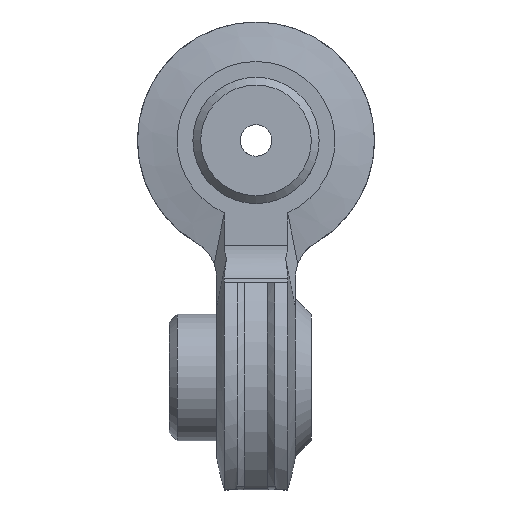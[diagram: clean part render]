
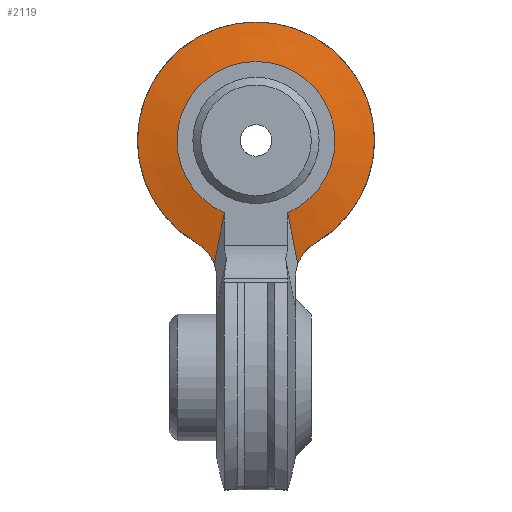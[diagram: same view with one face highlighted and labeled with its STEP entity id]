
A CAD part, top view. The second image highlights one B-rep face of the part: STEP entity #2119.
In plain terms, the highlighted conical face has half-angle 78.69 degrees and reference radius 6.25 mm.
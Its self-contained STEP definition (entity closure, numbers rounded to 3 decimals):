
#28=CONICAL_SURFACE('',#2357,6.25,1.373);
#42=(
BOUNDED_CURVE()
B_SPLINE_CURVE(2,(#4012,#4013,#4014),.UNSPECIFIED.,.F.,.F.)
B_SPLINE_CURVE_WITH_KNOTS((3,3),(0.619,0.689),
 .UNSPECIFIED.)
CURVE()
GEOMETRIC_REPRESENTATION_ITEM()
RATIONAL_B_SPLINE_CURVE((6.425,6.714,7.))
REPRESENTATION_ITEM('')
);
#43=(
BOUNDED_CURVE()
B_SPLINE_CURVE(2,(#4016,#4017,#4018),.UNSPECIFIED.,.F.,.F.)
B_SPLINE_CURVE_WITH_KNOTS((3,3),(0.,0.259),.UNSPECIFIED.)
CURVE()
GEOMETRIC_REPRESENTATION_ITEM()
RATIONAL_B_SPLINE_CURVE((1.,1.023,1.))
REPRESENTATION_ITEM('')
);
#45=(
BOUNDED_CURVE()
B_SPLINE_CURVE(2,(#4031,#4032,#4033),.UNSPECIFIED.,.F.,.F.)
B_SPLINE_CURVE_WITH_KNOTS((3,3),(0.,0.259),.UNSPECIFIED.)
CURVE()
GEOMETRIC_REPRESENTATION_ITEM()
RATIONAL_B_SPLINE_CURVE((1.,1.023,1.))
REPRESENTATION_ITEM('')
);
#46=(
BOUNDED_CURVE()
B_SPLINE_CURVE(2,(#4034,#4035,#4036),.UNSPECIFIED.,.F.,.F.)
B_SPLINE_CURVE_WITH_KNOTS((3,3),(10.978,11.048),
 .UNSPECIFIED.)
CURVE()
GEOMETRIC_REPRESENTATION_ITEM()
RATIONAL_B_SPLINE_CURVE((7.,6.714,6.425))
REPRESENTATION_ITEM('')
);
#419=FACE_OUTER_BOUND('',#548,.T.);
#548=EDGE_LOOP('',(#1922,#1923,#1924,#1925,#1926,#1927,#1928,#1929));
#603=B_SPLINE_CURVE_WITH_KNOTS('',3,(#3836,#3837,#3838,#3839,#3840,#3841,
#3842,#3843),.UNSPECIFIED.,.F.,.F.,(4,2,2,4),(0.149,0.161,
0.239,0.317),.UNSPECIFIED.);
#606=B_SPLINE_CURVE_WITH_KNOTS('',3,(#3887,#3888,#3889,#3890,#3891,#3892,
#3893,#3894),.UNSPECIFIED.,.F.,.F.,(4,2,2,4),(1.207,1.286,
1.364,1.375),.UNSPECIFIED.);
#704=CIRCLE('',#2206,7.5);
#717=CIRCLE('',#2235,5.);
#848=VERTEX_POINT('',#3833);
#849=VERTEX_POINT('',#3835);
#851=VERTEX_POINT('',#3855);
#857=VERTEX_POINT('',#3872);
#888=VERTEX_POINT('',#4011);
#889=VERTEX_POINT('',#4015);
#890=VERTEX_POINT('',#4024);
#892=VERTEX_POINT('',#4030);
#1087=EDGE_CURVE('',#849,#848,#603,.F.);
#1090=EDGE_CURVE('',#851,#849,#704,.T.);
#1104=EDGE_CURVE('',#851,#857,#606,.T.);
#1139=EDGE_CURVE('',#857,#888,#42,.T.);
#1140=EDGE_CURVE('',#888,#889,#43,.F.);
#1143=EDGE_CURVE('',#890,#889,#717,.T.);
#1146=EDGE_CURVE('',#890,#892,#45,.F.);
#1147=EDGE_CURVE('',#848,#892,#46,.F.);
#1922=ORIENTED_EDGE('',*,*,#1090,.T.);
#1923=ORIENTED_EDGE('',*,*,#1087,.T.);
#1924=ORIENTED_EDGE('',*,*,#1147,.T.);
#1925=ORIENTED_EDGE('',*,*,#1146,.F.);
#1926=ORIENTED_EDGE('',*,*,#1143,.T.);
#1927=ORIENTED_EDGE('',*,*,#1140,.F.);
#1928=ORIENTED_EDGE('',*,*,#1139,.F.);
#1929=ORIENTED_EDGE('',*,*,#1104,.F.);
#2119=ADVANCED_FACE('',(#419),#28,.T.);
#2206=AXIS2_PLACEMENT_3D('',#3856,#2504,#2505);
#2235=AXIS2_PLACEMENT_3D('',#4025,#2578,#2579);
#2357=AXIS2_PLACEMENT_3D('',#5565,#2871,#2872);
#2504=DIRECTION('center_axis',(0.,0.,1.));
#2505=DIRECTION('ref_axis',(1.,0.,0.));
#2578=DIRECTION('center_axis',(0.,0.,-1.));
#2579=DIRECTION('ref_axis',(1.,0.,0.));
#2871=DIRECTION('center_axis',(0.,0.,-1.));
#2872=DIRECTION('ref_axis',(0.,1.,0.));
#3833=CARTESIAN_POINT('',(-2.649,-7.809,2.351));
#3835=CARTESIAN_POINT('',(-3.75,-6.495,2.5));
#3836=CARTESIAN_POINT('Ctrl Pts',(-2.649,-7.809,2.351));
#3837=CARTESIAN_POINT('Ctrl Pts',(-2.662,-7.774,2.357));
#3838=CARTESIAN_POINT('Ctrl Pts',(-2.676,-7.739,2.362));
#3839=CARTESIAN_POINT('Ctrl Pts',(-2.789,-7.466,2.406));
#3840=CARTESIAN_POINT('Ctrl Pts',(-2.935,-7.224,2.441));
#3841=CARTESIAN_POINT('Ctrl Pts',(-3.302,-6.804,2.488));
#3842=CARTESIAN_POINT('Ctrl Pts',(-3.524,-6.626,2.5));
#3843=CARTESIAN_POINT('Ctrl Pts',(-3.75,-6.495,2.5));
#3855=CARTESIAN_POINT('',(3.75,-6.495,2.5));
#3856=CARTESIAN_POINT('Origin',(0.,0.,2.5));
#3872=CARTESIAN_POINT('',(2.649,-7.809,2.351));
#3887=CARTESIAN_POINT('Ctrl Pts',(3.75,-6.495,2.5));
#3888=CARTESIAN_POINT('Ctrl Pts',(3.524,-6.626,2.5));
#3889=CARTESIAN_POINT('Ctrl Pts',(3.302,-6.804,2.488));
#3890=CARTESIAN_POINT('Ctrl Pts',(2.935,-7.224,2.441));
#3891=CARTESIAN_POINT('Ctrl Pts',(2.789,-7.466,2.406));
#3892=CARTESIAN_POINT('Ctrl Pts',(2.676,-7.739,2.362));
#3893=CARTESIAN_POINT('Ctrl Pts',(2.662,-7.774,2.357));
#3894=CARTESIAN_POINT('Ctrl Pts',(2.649,-7.809,2.351));
#4011=CARTESIAN_POINT('',(2.5,-7.071,2.5));
#4012=CARTESIAN_POINT('Ctrl Pts',(2.649,-7.809,2.351));
#4013=CARTESIAN_POINT('Ctrl Pts',(2.571,-7.422,2.429));
#4014=CARTESIAN_POINT('Ctrl Pts',(2.5,-7.071,2.5));
#4015=CARTESIAN_POINT('',(2.,-4.583,3.));
#4016=CARTESIAN_POINT('Ctrl Pts',(2.,-4.583,3.));
#4017=CARTESIAN_POINT('Ctrl Pts',(2.197,-5.569,2.803));
#4018=CARTESIAN_POINT('Ctrl Pts',(2.5,-7.071,2.5));
#4024=CARTESIAN_POINT('',(-2.,-4.583,3.));
#4025=CARTESIAN_POINT('Origin',(0.,0.,3.));
#4030=CARTESIAN_POINT('',(-2.5,-7.071,2.5));
#4031=CARTESIAN_POINT('Ctrl Pts',(-2.5,-7.071,2.5));
#4032=CARTESIAN_POINT('Ctrl Pts',(-2.197,-5.569,2.803));
#4033=CARTESIAN_POINT('Ctrl Pts',(-2.,-4.583,3.));
#4034=CARTESIAN_POINT('Ctrl Pts',(-2.5,-7.071,2.5));
#4035=CARTESIAN_POINT('Ctrl Pts',(-2.571,-7.422,2.429));
#4036=CARTESIAN_POINT('Ctrl Pts',(-2.649,-7.809,2.351));
#5565=CARTESIAN_POINT('Origin',(0.,0.,2.75));
